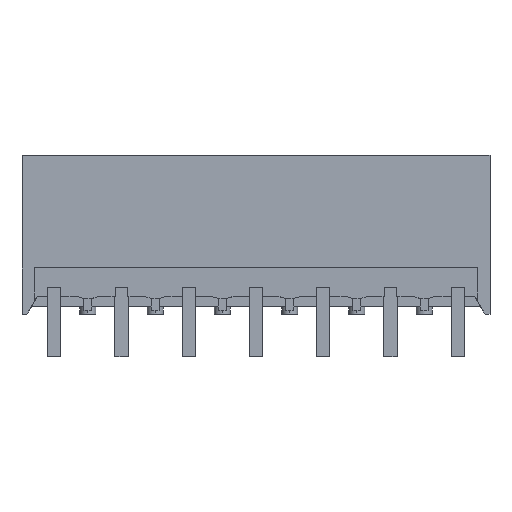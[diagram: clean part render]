
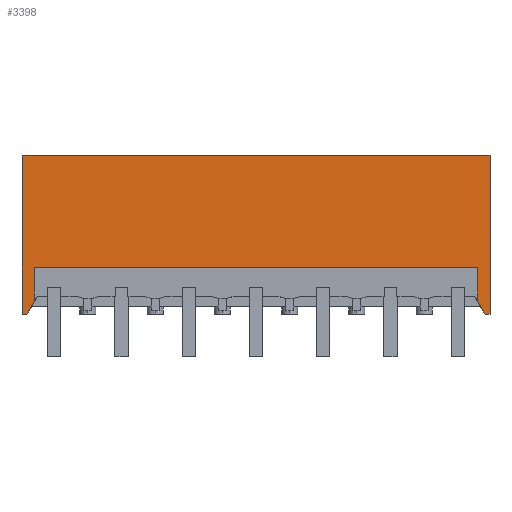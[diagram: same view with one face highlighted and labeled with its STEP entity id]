
A CAD part, front view. The second image highlights one B-rep face of the part: STEP entity #3398.
In plain terms, the highlighted planar face has unit normal (0, -1, 0).
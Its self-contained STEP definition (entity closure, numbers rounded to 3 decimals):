
#3367=AXIS2_PLACEMENT_3D('Plane Axis2P3D',#3364,#3365,#3366) ;
#1110=CARTESIAN_POINT('Vertex',(0.94,0.,4.181)) ;
#1113=CARTESIAN_POINT('Line Origine',(0.657,0.,3.691)) ;
#1117=CARTESIAN_POINT('Vertex',(0.373,0.,3.2)) ;
#1164=CARTESIAN_POINT('Line Origine',(0.187,0.,3.2)) ;
#1168=CARTESIAN_POINT('Vertex',(0.,0.,3.2)) ;
#1188=CARTESIAN_POINT('Line Origine',(0.,0.,9.2)) ;
#1192=CARTESIAN_POINT('Vertex',(0.,0.,15.2)) ;
#1383=CARTESIAN_POINT('Vertex',(35.36,0.,15.2)) ;
#1386=CARTESIAN_POINT('Line Origine',(35.36,0.,9.2)) ;
#1390=CARTESIAN_POINT('Vertex',(35.36,0.,3.2)) ;
#1420=CARTESIAN_POINT('Line Origine',(35.173,0.,3.2)) ;
#1424=CARTESIAN_POINT('Vertex',(34.987,0.,3.2)) ;
#1493=CARTESIAN_POINT('Line Origine',(34.703,0.,3.691)) ;
#1497=CARTESIAN_POINT('Vertex',(34.42,0.,4.181)) ;
#3349=CARTESIAN_POINT('Vertex',(0.94,0.,6.75)) ;
#3352=CARTESIAN_POINT('Line Origine',(0.94,0.,5.466)) ;
#3364=CARTESIAN_POINT('Axis2P3D Location',(15.24,0.,3.2)) ;
#3369=CARTESIAN_POINT('Line Origine',(17.68,0.,6.75)) ;
#3373=CARTESIAN_POINT('Vertex',(34.42,0.,6.75)) ;
#3376=CARTESIAN_POINT('Line Origine',(34.42,0.,5.466)) ;
#3381=CARTESIAN_POINT('Line Origine',(17.68,0.,15.2)) ;
#1114=DIRECTION('Vector Direction',(-0.5,0.,-0.866)) ;
#1165=DIRECTION('Vector Direction',(1.,0.,0.)) ;
#1189=DIRECTION('Vector Direction',(0.,0.,1.)) ;
#1387=DIRECTION('Vector Direction',(0.,0.,1.)) ;
#1421=DIRECTION('Vector Direction',(1.,0.,0.)) ;
#1494=DIRECTION('Vector Direction',(-0.5,0.,0.866)) ;
#3353=DIRECTION('Vector Direction',(0.,0.,-1.)) ;
#3365=DIRECTION('Axis2P3D Direction',(0.,1.,0.)) ;
#3366=DIRECTION('Axis2P3D XDirection',(0.,0.,-1.)) ;
#3370=DIRECTION('Vector Direction',(-1.,0.,0.)) ;
#3377=DIRECTION('Vector Direction',(0.,0.,1.)) ;
#3382=DIRECTION('Vector Direction',(1.,0.,0.)) ;
#1115=VECTOR('Line Direction',#1114,1.) ;
#1166=VECTOR('Line Direction',#1165,1.) ;
#1190=VECTOR('Line Direction',#1189,1.) ;
#1388=VECTOR('Line Direction',#1387,1.) ;
#1422=VECTOR('Line Direction',#1421,1.) ;
#1495=VECTOR('Line Direction',#1494,1.) ;
#3354=VECTOR('Line Direction',#3353,1.) ;
#3371=VECTOR('Line Direction',#3370,1.) ;
#3378=VECTOR('Line Direction',#3377,1.) ;
#3383=VECTOR('Line Direction',#3382,1.) ;
#3387=ORIENTED_EDGE('',*,*,#1194,.F.) ;
#3388=ORIENTED_EDGE('',*,*,#1170,.T.) ;
#3389=ORIENTED_EDGE('',*,*,#1119,.F.) ;
#3390=ORIENTED_EDGE('',*,*,#3356,.F.) ;
#3391=ORIENTED_EDGE('',*,*,#3375,.F.) ;
#3392=ORIENTED_EDGE('',*,*,#3380,.F.) ;
#3393=ORIENTED_EDGE('',*,*,#1499,.F.) ;
#3394=ORIENTED_EDGE('',*,*,#1426,.T.) ;
#3395=ORIENTED_EDGE('',*,*,#1392,.T.) ;
#3396=ORIENTED_EDGE('',*,*,#3385,.F.) ;
#3398=ADVANCED_FACE('HOUSING',(#3397),#3368,.F.) ;
#1119=EDGE_CURVE('',#1111,#1118,#1116,.T.) ;
#1170=EDGE_CURVE('',#1169,#1118,#1167,.T.) ;
#1194=EDGE_CURVE('',#1169,#1193,#1191,.T.) ;
#1392=EDGE_CURVE('',#1391,#1384,#1389,.T.) ;
#1426=EDGE_CURVE('',#1425,#1391,#1423,.T.) ;
#1499=EDGE_CURVE('',#1425,#1498,#1496,.T.) ;
#3356=EDGE_CURVE('',#3350,#1111,#3355,.T.) ;
#3375=EDGE_CURVE('',#3374,#3350,#3372,.T.) ;
#3380=EDGE_CURVE('',#1498,#3374,#3379,.T.) ;
#3385=EDGE_CURVE('',#1193,#1384,#3384,.T.) ;
#3386=EDGE_LOOP('',(#3387,#3388,#3389,#3390,#3391,#3392,#3393,#3394,#3395,#3396)) ;
#3397=FACE_OUTER_BOUND('',#3386,.T.) ;
#1116=LINE('Line',#1113,#1115) ;
#1167=LINE('Line',#1164,#1166) ;
#1191=LINE('Line',#1188,#1190) ;
#1389=LINE('Line',#1386,#1388) ;
#1423=LINE('Line',#1420,#1422) ;
#1496=LINE('Line',#1493,#1495) ;
#3355=LINE('Line',#3352,#3354) ;
#3372=LINE('Line',#3369,#3371) ;
#3379=LINE('Line',#3376,#3378) ;
#3384=LINE('Line',#3381,#3383) ;
#3368=PLANE('',#3367) ;
#1111=VERTEX_POINT('',#1110) ;
#1118=VERTEX_POINT('',#1117) ;
#1169=VERTEX_POINT('',#1168) ;
#1193=VERTEX_POINT('',#1192) ;
#1384=VERTEX_POINT('',#1383) ;
#1391=VERTEX_POINT('',#1390) ;
#1425=VERTEX_POINT('',#1424) ;
#1498=VERTEX_POINT('',#1497) ;
#3350=VERTEX_POINT('',#3349) ;
#3374=VERTEX_POINT('',#3373) ;
